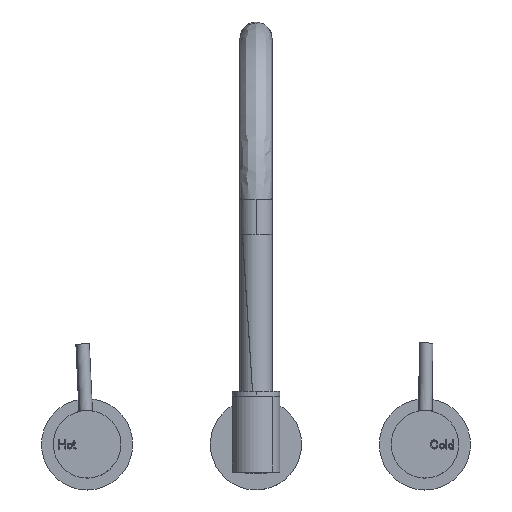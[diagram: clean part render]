
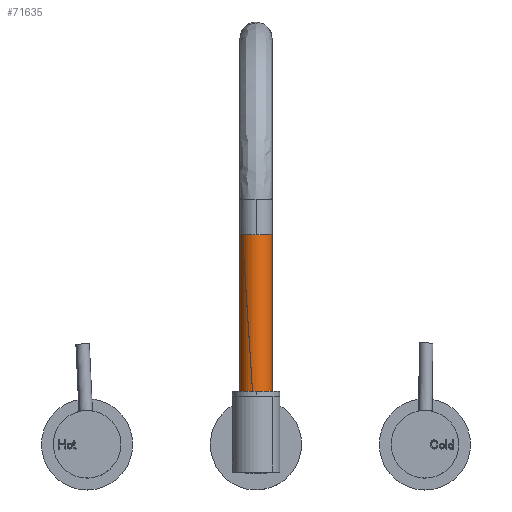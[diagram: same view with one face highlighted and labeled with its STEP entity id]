
A CAD part, top view. The second image highlights one B-rep face of the part: STEP entity #71635.
In plain terms, the highlighted cylindrical face has radius 9.5 mm (diameter 19 mm), a partial arc.
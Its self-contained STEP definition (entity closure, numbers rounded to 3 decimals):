
#2024 = CIRCLE ( 'NONE', #16030, 9.5 ) ;
#2196 = VERTEX_POINT ( 'NONE', #8785 ) ;
#2335 = VERTEX_POINT ( 'NONE', #16037 ) ;
#4299 = DIRECTION ( 'NONE',  ( -1., 0., 0. ) ) ;
#8785 = CARTESIAN_POINT ( 'NONE',  ( 9.538, 145.415, 40.931 ) ) ;
#12131 = DIRECTION ( 'NONE',  ( 0., 1., 0. ) ) ;
#14548 = ORIENTED_EDGE ( 'NONE', *, *, #54244, .F. ) ;
#14620 = DIRECTION ( 'NONE',  ( 0., 1., 0. ) ) ;
#14890 = ORIENTED_EDGE ( 'NONE', *, *, #62100, .F. ) ;
#15431 = DIRECTION ( 'NONE',  ( -1., 0., 0. ) ) ;
#16030 = AXIS2_PLACEMENT_3D ( 'NONE', #60319, #70919, #15431 ) ;
#16037 = CARTESIAN_POINT ( 'NONE',  ( -9.462, 29.915, 40.931 ) ) ;
#18245 = VECTOR ( 'NONE', #14620, 1000. ) ;
#20706 = ORIENTED_EDGE ( 'NONE', *, *, #52617, .T. ) ;
#25189 = CARTESIAN_POINT ( 'NONE',  ( -9.462, 29.915, 40.931 ) ) ;
#35085 = CARTESIAN_POINT ( 'NONE',  ( 9.538, 29.915, 40.931 ) ) ;
#35810 = ORIENTED_EDGE ( 'NONE', *, *, #50776, .T. ) ;
#36607 = CIRCLE ( 'NONE', #41297, 9.5 ) ;
#41297 = AXIS2_PLACEMENT_3D ( 'NONE', #45324, #12131, #57368 ) ;
#44976 = DIRECTION ( 'NONE',  ( 0., 1., 0. ) ) ;
#45324 = CARTESIAN_POINT ( 'NONE',  ( 0.038, 29.915, 40.931 ) ) ;
#46059 = VECTOR ( 'NONE', #44976, 1000. ) ;
#48522 = LINE ( 'NONE', #25189, #18245 ) ;
#50776 = EDGE_CURVE ( 'NONE', #2335, #62210, #36607, .T. ) ;
#52617 = EDGE_CURVE ( 'NONE', #62210, #2196, #56310, .T. ) ;
#53588 = DIRECTION ( 'NONE',  ( 0., 1., 0. ) ) ;
#54244 = EDGE_CURVE ( 'NONE', #2335, #56992, #48522, .T. ) ;
#54999 = CYLINDRICAL_SURFACE ( 'NONE', #61063, 9.5 ) ;
#56310 = LINE ( 'NONE', #66908, #46059 ) ;
#56992 = VERTEX_POINT ( 'NONE', #66515 ) ;
#57368 = DIRECTION ( 'NONE',  ( -1., 0., 0. ) ) ;
#60319 = CARTESIAN_POINT ( 'NONE',  ( 0.038, 145.415, 40.931 ) ) ;
#61063 = AXIS2_PLACEMENT_3D ( 'NONE', #64545, #53588, #4299 ) ;
#62100 = EDGE_CURVE ( 'NONE', #56992, #2196, #2024, .T. ) ;
#62210 = VERTEX_POINT ( 'NONE', #35085 ) ;
#64545 = CARTESIAN_POINT ( 'NONE',  ( 0.038, 29.915, 40.931 ) ) ;
#65606 = FACE_OUTER_BOUND ( 'NONE', #68649, .T. ) ;
#66515 = CARTESIAN_POINT ( 'NONE',  ( -9.462, 145.415, 40.931 ) ) ;
#66908 = CARTESIAN_POINT ( 'NONE',  ( 9.538, 29.915, 40.931 ) ) ;
#68649 = EDGE_LOOP ( 'NONE', ( #35810, #20706, #14890, #14548 ) ) ;
#70919 = DIRECTION ( 'NONE',  ( 0., 1., 0. ) ) ;
#71635 = ADVANCED_FACE ( 'NONE', ( #65606 ), #54999, .T. ) ;
